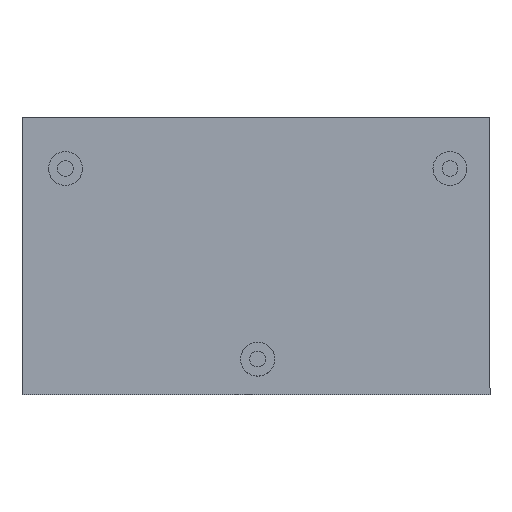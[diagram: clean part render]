
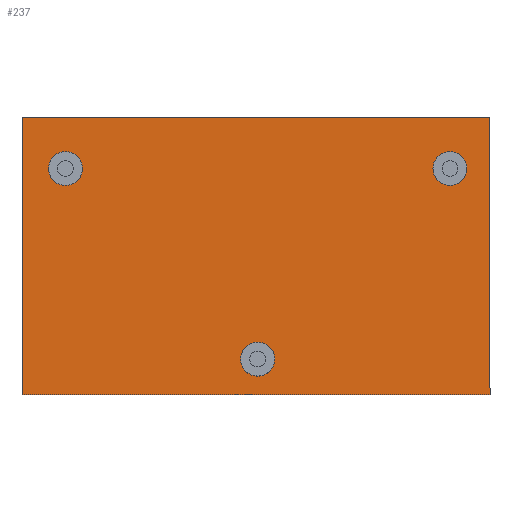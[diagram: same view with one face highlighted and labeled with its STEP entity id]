
A CAD part, top view. The second image highlights one B-rep face of the part: STEP entity #237.
In plain terms, the highlighted planar face has unit normal (0, 0, 1).
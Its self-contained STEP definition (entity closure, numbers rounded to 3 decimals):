
#15=FACE_BOUND('',#59,.T.);
#16=FACE_BOUND('',#60,.T.);
#17=FACE_BOUND('',#61,.T.);
#25=PLANE('',#287);
#43=FACE_OUTER_BOUND('',#58,.T.);
#58=EDGE_LOOP('',(#210,#211,#212,#213));
#59=EDGE_LOOP('',(#214));
#60=EDGE_LOOP('',(#215));
#61=EDGE_LOOP('',(#216));
#71=LINE('',#410,#89);
#74=LINE('',#416,#92);
#77=LINE('',#422,#95);
#80=LINE('',#426,#98);
#89=VECTOR('',#343,10.);
#92=VECTOR('',#348,10.);
#95=VECTOR('',#353,10.);
#98=VECTOR('',#358,10.);
#102=CIRCLE('',#267,1.5);
#106=CIRCLE('',#274,1.5);
#110=CIRCLE('',#281,1.5);
#114=VERTEX_POINT('',#373);
#118=VERTEX_POINT('',#386);
#122=VERTEX_POINT('',#399);
#125=VERTEX_POINT('',#407);
#126=VERTEX_POINT('',#409);
#128=VERTEX_POINT('',#415);
#130=VERTEX_POINT('',#421);
#136=EDGE_CURVE('',#114,#114,#102,.T.);
#142=EDGE_CURVE('',#118,#118,#106,.T.);
#148=EDGE_CURVE('',#122,#122,#110,.T.);
#151=EDGE_CURVE('',#126,#125,#71,.T.);
#154=EDGE_CURVE('',#128,#126,#74,.T.);
#157=EDGE_CURVE('',#130,#128,#77,.T.);
#160=EDGE_CURVE('',#125,#130,#80,.T.);
#210=ORIENTED_EDGE('',*,*,#160,.T.);
#211=ORIENTED_EDGE('',*,*,#157,.T.);
#212=ORIENTED_EDGE('',*,*,#154,.T.);
#213=ORIENTED_EDGE('',*,*,#151,.T.);
#214=ORIENTED_EDGE('',*,*,#136,.T.);
#215=ORIENTED_EDGE('',*,*,#148,.T.);
#216=ORIENTED_EDGE('',*,*,#142,.T.);
#237=ADVANCED_FACE('',(#43,#15,#16,#17),#25,.T.);
#267=AXIS2_PLACEMENT_3D('',#375,#303,#304);
#274=AXIS2_PLACEMENT_3D('',#388,#319,#320);
#281=AXIS2_PLACEMENT_3D('',#401,#335,#336);
#287=AXIS2_PLACEMENT_3D('',#427,#359,#360);
#303=DIRECTION('center_axis',(0.,0.,-1.));
#304=DIRECTION('ref_axis',(1.,0.,0.));
#319=DIRECTION('center_axis',(0.,0.,-1.));
#320=DIRECTION('ref_axis',(1.,0.,0.));
#335=DIRECTION('center_axis',(0.,0.,-1.));
#336=DIRECTION('ref_axis',(1.,0.,0.));
#343=DIRECTION('',(0.,1.,0.));
#348=DIRECTION('',(1.,0.,0.));
#353=DIRECTION('',(0.,-1.,0.));
#358=DIRECTION('',(-1.,0.,0.));
#359=DIRECTION('center_axis',(0.,0.,1.));
#360=DIRECTION('ref_axis',(1.,0.,0.));
#373=CARTESIAN_POINT('',(-12.34,-10.598,-5.333));
#375=CARTESIAN_POINT('Origin',(-10.84,-10.598,-5.333));
#386=CARTESIAN_POINT('',(4.635,-27.423,-5.333));
#388=CARTESIAN_POINT('Origin',(6.135,-27.423,-5.333));
#399=CARTESIAN_POINT('',(21.61,-10.598,-5.333));
#401=CARTESIAN_POINT('Origin',(23.11,-10.598,-5.333));
#407=CARTESIAN_POINT('',(26.645,-6.065,-5.333));
#409=CARTESIAN_POINT('',(26.645,-30.563,-5.333));
#410=CARTESIAN_POINT('',(26.645,-30.563,-5.333));
#415=CARTESIAN_POINT('',(-14.671,-30.563,-5.333));
#416=CARTESIAN_POINT('',(-14.671,-30.563,-5.333));
#421=CARTESIAN_POINT('',(-14.671,-6.065,-5.333));
#422=CARTESIAN_POINT('',(-14.671,-6.065,-5.333));
#426=CARTESIAN_POINT('',(26.645,-6.065,-5.333));
#427=CARTESIAN_POINT('Origin',(5.987,-18.314,-5.333));
